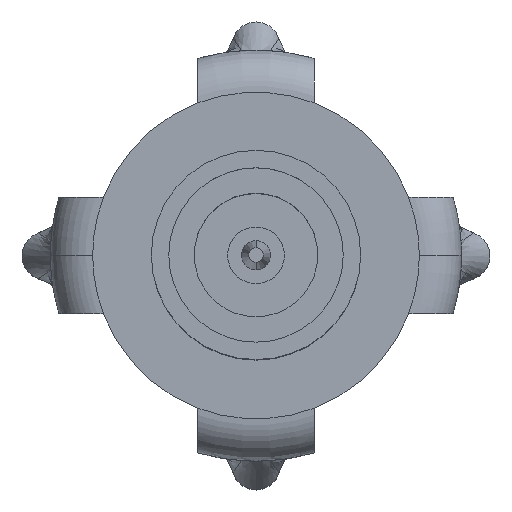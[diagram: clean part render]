
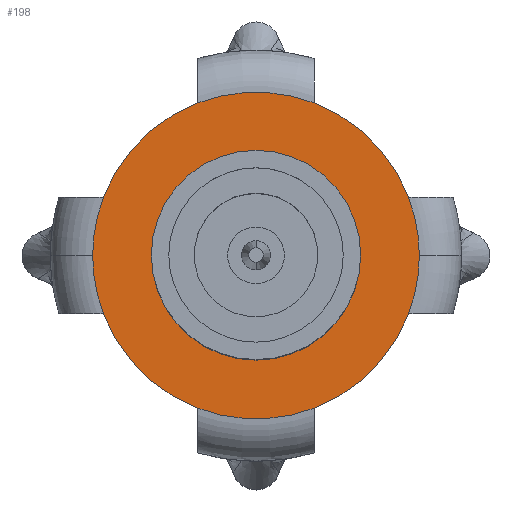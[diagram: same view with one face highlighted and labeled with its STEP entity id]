
A CAD part, top view. The second image highlights one B-rep face of the part: STEP entity #198.
In plain terms, the highlighted planar face has unit normal (0, 0, 1).
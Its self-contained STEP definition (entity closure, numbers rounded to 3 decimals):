
#198=ADVANCED_FACE('',(#534,#535),#536,.F.);
#534=FACE_OUTER_BOUND('',#2050,.T.);
#535=FACE_BOUND('',#2051,.T.);
#536=PLANE('',#2052);
#2050=EDGE_LOOP('',(#3212,#3213,#3214,#3215,#3216,#3217,#3218,#3219,#3220,#3221));
#2051=EDGE_LOOP('',(#3222,#3223));
#2052=AXIS2_PLACEMENT_3D('',#3224,#3225,#3226);
#3212=ORIENTED_EDGE('',*,*,#3813,.F.);
#3213=ORIENTED_EDGE('',*,*,#3809,.T.);
#3214=ORIENTED_EDGE('',*,*,#3422,.T.);
#3215=ORIENTED_EDGE('',*,*,#3814,.F.);
#3216=ORIENTED_EDGE('',*,*,#3805,.T.);
#3217=ORIENTED_EDGE('',*,*,#3802,.F.);
#3218=ORIENTED_EDGE('',*,*,#3416,.T.);
#3219=ORIENTED_EDGE('',*,*,#3812,.T.);
#3220=ORIENTED_EDGE('',*,*,#3815,.F.);
#3221=ORIENTED_EDGE('',*,*,#3806,.F.);
#3222=ORIENTED_EDGE('',*,*,#3511,.T.);
#3223=ORIENTED_EDGE('',*,*,#3520,.T.);
#3224=CARTESIAN_POINT('',(0.0,0.0,-5.715));
#3225=DIRECTION('',(0.0,0.0,-1.0));
#3226=DIRECTION('',(0.0,-1.0,0.0));
#3416=EDGE_CURVE('',#3854,#3851,#3855,.T.);
#3422=EDGE_CURVE('',#3860,#3864,#3866,.T.);
#3511=EDGE_CURVE('',#4023,#4027,#4029,.T.);
#3520=EDGE_CURVE('',#4027,#4023,#4040,.T.);
#3802=EDGE_CURVE('',#3854,#4485,#4486,.T.);
#3805=EDGE_CURVE('',#4078,#4485,#4489,.T.);
#3806=EDGE_CURVE('',#4490,#4491,#4492,.T.);
#3809=EDGE_CURVE('',#4495,#3860,#4496,.T.);
#3812=EDGE_CURVE('',#3851,#4498,#4500,.T.);
#3813=EDGE_CURVE('',#4495,#4490,#4501,.T.);
#3814=EDGE_CURVE('',#4078,#3864,#4502,.T.);
#3815=EDGE_CURVE('',#4491,#4498,#4503,.T.);
#3851=VERTEX_POINT('',#4555);
#3854=VERTEX_POINT('',#4558);
#3855=CIRCLE('',#4559,2.855);
#3860=VERTEX_POINT('',#4574);
#3864=VERTEX_POINT('',#4578);
#3866=CIRCLE('',#4590,2.855);
#4023=VERTEX_POINT('',#4836);
#4027=VERTEX_POINT('',#4841);
#4029=CIRCLE('',#4844,1.829);
#4040=CIRCLE('',#4855,1.829);
#4078=VERTEX_POINT('',#4952);
#4485=VERTEX_POINT('',#5836);
#4486=CIRCLE('',#5837,2.855);
#4489=CIRCLE('',#5851,2.855);
#4490=VERTEX_POINT('',#5852);
#4491=VERTEX_POINT('',#5853);
#4492=CIRCLE('',#5854,2.855);
#4495=VERTEX_POINT('',#5877);
#4496=CIRCLE('',#5878,2.855);
#4498=VERTEX_POINT('',#5890);
#4500=CIRCLE('',#5902,2.855);
#4501=CIRCLE('',#5903,2.855);
#4502=CIRCLE('',#5904,2.855);
#4503=CIRCLE('',#5905,2.855);
#4555=CARTESIAN_POINT('',(2.855,0.,-5.715));
#4558=CARTESIAN_POINT('',(2.668,-1.016,-5.715));
#4559=AXIS2_PLACEMENT_3D('',#5977,#5978,#5979);
#4574=CARTESIAN_POINT('',(-2.855,0.,-5.715));
#4578=CARTESIAN_POINT('',(-2.668,-1.016,-5.715));
#4590=AXIS2_PLACEMENT_3D('',#5989,#5990,#5991);
#4836=CARTESIAN_POINT('',(0.0,-1.829,-5.715));
#4841=CARTESIAN_POINT('',(0.0,1.829,-5.715));
#4844=AXIS2_PLACEMENT_3D('',#6156,#6157,#6158);
#4855=AXIS2_PLACEMENT_3D('',#6183,#6184,#6185);
#4952=CARTESIAN_POINT('',(-1.016,-2.668,-5.715));
#5836=CARTESIAN_POINT('',(1.016,-2.668,-5.715));
#5837=AXIS2_PLACEMENT_3D('',#6510,#6511,#6512);
#5851=AXIS2_PLACEMENT_3D('',#6514,#6515,#6516);
#5852=CARTESIAN_POINT('',(-1.016,2.668,-5.715));
#5853=CARTESIAN_POINT('',(1.016,2.668,-5.715));
#5854=AXIS2_PLACEMENT_3D('',#6517,#6518,#6519);
#5877=CARTESIAN_POINT('',(-2.668,1.016,-5.715));
#5878=AXIS2_PLACEMENT_3D('',#6520,#6521,#6522);
#5890=CARTESIAN_POINT('',(2.668,1.016,-5.715));
#5902=AXIS2_PLACEMENT_3D('',#6523,#6524,#6525);
#5903=AXIS2_PLACEMENT_3D('',#6526,#6527,#6528);
#5904=AXIS2_PLACEMENT_3D('',#6529,#6530,#6531);
#5905=AXIS2_PLACEMENT_3D('',#6532,#6533,#6534);
#5977=CARTESIAN_POINT('',(0.0,0.0,-5.715));
#5978=DIRECTION('',(0.0,0.0,1.0));
#5979=DIRECTION('',(0.935,-0.356,0.0));
#5989=CARTESIAN_POINT('',(0.0,0.0,-5.715));
#5990=DIRECTION('',(0.0,0.0,1.0));
#5991=DIRECTION('',(-0.935,0.356,0.0));
#6156=CARTESIAN_POINT('',(0.0,0.0,-5.715));
#6157=DIRECTION('',(0.0,0.0,-1.0));
#6158=DIRECTION('',(0.0,-1.0,0.0));
#6183=CARTESIAN_POINT('',(0.0,0.0,-5.715));
#6184=DIRECTION('',(0.0,0.0,-1.0));
#6185=DIRECTION('',(0.0,1.0,0.0));
#6510=CARTESIAN_POINT('',(0.0,0.0,-5.715));
#6511=DIRECTION('',(0.0,0.0,-1.0));
#6512=DIRECTION('',(0.935,-0.356,0.0));
#6514=CARTESIAN_POINT('',(0.0,0.0,-5.715));
#6515=DIRECTION('',(0.0,0.0,1.0));
#6516=DIRECTION('',(-0.356,-0.935,0.0));
#6517=CARTESIAN_POINT('',(0.0,0.0,-5.715));
#6518=DIRECTION('',(0.0,0.0,-1.0));
#6519=DIRECTION('',(-0.356,0.935,0.0));
#6520=CARTESIAN_POINT('',(0.0,0.0,-5.715));
#6521=DIRECTION('',(0.0,0.0,1.0));
#6522=DIRECTION('',(-0.935,0.356,0.0));
#6523=CARTESIAN_POINT('',(0.0,0.0,-5.715));
#6524=DIRECTION('',(0.0,0.0,1.0));
#6525=DIRECTION('',(0.935,-0.356,0.0));
#6526=CARTESIAN_POINT('',(0.0,0.0,-5.715));
#6527=DIRECTION('',(0.0,0.0,-1.0));
#6528=DIRECTION('',(-0.935,0.356,0.0));
#6529=CARTESIAN_POINT('',(0.0,0.0,-5.715));
#6530=DIRECTION('',(-0.0,0.0,-1.0));
#6531=DIRECTION('',(-0.356,-0.935,0.0));
#6532=CARTESIAN_POINT('',(0.0,0.0,-5.715));
#6533=DIRECTION('',(0.0,0.0,-1.0));
#6534=DIRECTION('',(0.356,0.935,0.0));
